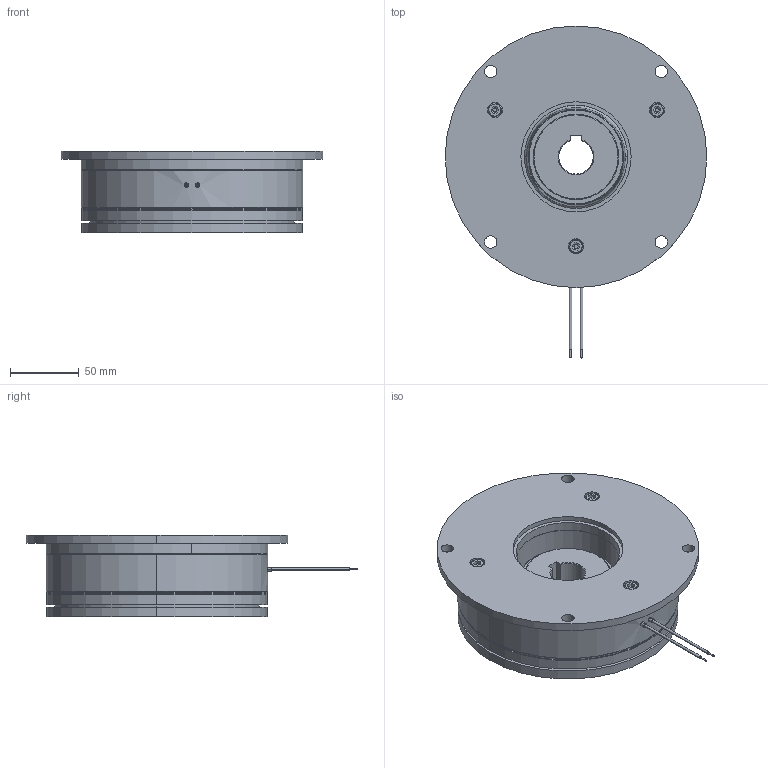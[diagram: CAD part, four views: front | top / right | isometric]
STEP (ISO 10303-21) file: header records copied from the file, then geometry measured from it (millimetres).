
FILE_DESCRIPTION (( 'STEP AP214' ), '1' );
FILE_NAME ('dr_bk_10P1-120_mu.STEP', '2021-12-01T06:47:17', ( '' ), ( '' ), 'SwSTEP 2.0', 'SolidWorks 2019', '' );
FILE_SCHEMA (( 'AUTOMOTIVE_DESIGN' ));
Length unit declared in the file: millimetre
Products named in the file (10): 10069038_000; 10068978_000; dr_bk_10P1-120_mu; 10069458_000; 10068864_000_Einbaul„nge 6,1mm; 10068865_000; 10069039_000; 10069037_000; 10068864_000_Einbaul„nge 6,2mm; 10069036_000
Assembly tree (18 placements, depth 4):
  dr_bk_10P1-120_mu
    10068978_000
    10069039_000
      10069458_000
      10069037_000
        10069038_000
        10069036_000
        10068864_000_Einbaul„nge 6,1mm  x3
        10068865_000  x3
      10068864_000_Einbaul„nge 6,2mm  x3
      10068865_000  x3
Bounding box: 190 x 241 x 59.5 mm (x, y, z)
Volume: 1071895.4 mm3; surface area: 199244.2 mm2
Topology: 18 solids, 18 shells, 609 faces, 1424 edges, 892 vertices
Faces by surface type: cylinder 187, plane 177, bspline 111, cone 92, torus 30, sphere 12
Entity records: 24475 total; most frequent: CARTESIAN_POINT 10965, ORIENTED_EDGE 2400, DIRECTION 2108, EDGE_CURVE 1200, AXIS2_PLACEMENT_3D 765, VERTEX_POINT 764, EDGE_LOOP 614, LINE 578
